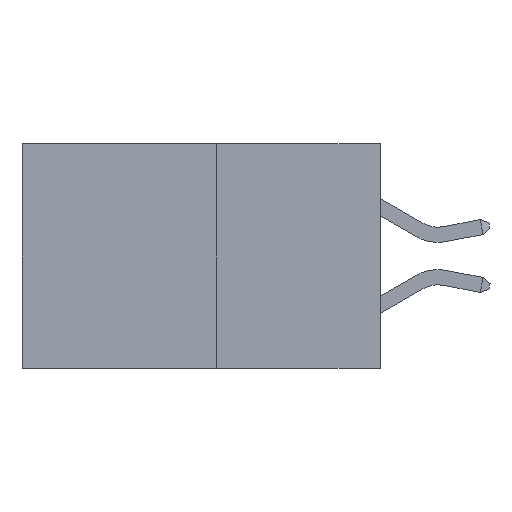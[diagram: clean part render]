
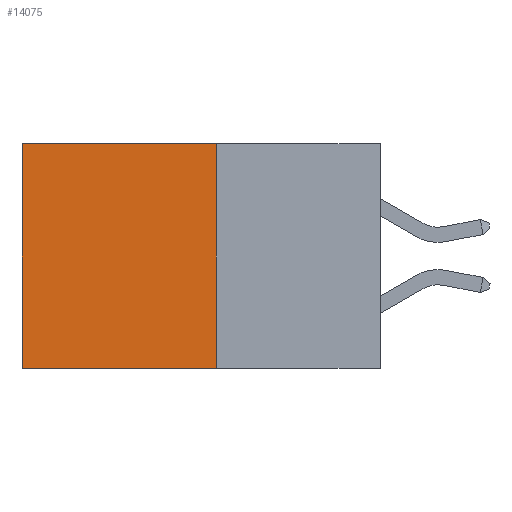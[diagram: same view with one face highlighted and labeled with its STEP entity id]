
A CAD part, left-side view. The second image highlights one B-rep face of the part: STEP entity #14075.
In plain terms, the highlighted planar face has unit normal (-1, 0, 0).
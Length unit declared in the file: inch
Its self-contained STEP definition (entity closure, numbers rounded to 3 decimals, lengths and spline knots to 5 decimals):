
#463 = ORIENTED_EDGE ( 'NONE', *, *, #12671, .F. ) ;
#2254 = DIRECTION ( 'NONE',  ( 0., 0., -1. ) ) ;
#3197 = EDGE_CURVE ( 'NONE', #3220, #17120, #5987, .T. ) ;
#3220 = VERTEX_POINT ( 'NONE', #8017 ) ;
#4379 = CARTESIAN_POINT ( 'NONE',  ( 0.277, 0.59, 0. ) ) ;
#4700 = VECTOR ( 'NONE', #6323, 39.37008 ) ;
#5059 = LINE ( 'NONE', #14090, #16639 ) ;
#5309 = DIRECTION ( 'NONE',  ( 1., 0., 0. ) ) ;
#5654 = CARTESIAN_POINT ( 'NONE',  ( 0.277, 0.27, -0.37 ) ) ;
#5987 = LINE ( 'NONE', #5654, #24254 ) ;
#6323 = DIRECTION ( 'NONE',  ( 0., 0., -1. ) ) ;
#7286 = CARTESIAN_POINT ( 'NONE',  ( 0.277, 0.59, -0.37 ) ) ;
#8017 = CARTESIAN_POINT ( 'NONE',  ( 0.277, 0.27, 0. ) ) ;
#8796 = VERTEX_POINT ( 'NONE', #7286 ) ;
#9314 = VERTEX_POINT ( 'NONE', #4379 ) ;
#11612 = LINE ( 'NONE', #17896, #4700 ) ;
#12434 = EDGE_CURVE ( 'NONE', #9314, #8796, #11612, .T. ) ;
#12671 = EDGE_CURVE ( 'NONE', #17120, #8796, #5059, .T. ) ;
#13415 = EDGE_LOOP ( 'NONE', ( #14713, #463, #27407, #21413 ) ) ;
#13484 = EDGE_CURVE ( 'NONE', #3220, #9314, #29345, .T. ) ;
#13776 = CARTESIAN_POINT ( 'NONE',  ( 0.277, 0.27, -0.37 ) ) ;
#14075 = ADVANCED_FACE ( 'NONE', ( #20449 ), #14532, .F. ) ;
#14090 = CARTESIAN_POINT ( 'NONE',  ( 0.277, 0.27, -0.37 ) ) ;
#14532 = PLANE ( 'NONE',  #22254 ) ;
#14713 = ORIENTED_EDGE ( 'NONE', *, *, #12434, .T. ) ;
#16388 = DIRECTION ( 'NONE',  ( 0., 1., 0. ) ) ;
#16639 = VECTOR ( 'NONE', #16388, 39.37008 ) ;
#16840 = CARTESIAN_POINT ( 'NONE',  ( 0.277, 0.27, -0.37 ) ) ;
#17120 = VERTEX_POINT ( 'NONE', #13776 ) ;
#17896 = CARTESIAN_POINT ( 'NONE',  ( 0.277, 0.59, -0.37 ) ) ;
#19527 = CARTESIAN_POINT ( 'NONE',  ( 0.277, 0.27, 0. ) ) ;
#20449 = FACE_OUTER_BOUND ( 'NONE', #13415, .T. ) ;
#21383 = DIRECTION ( 'NONE',  ( 0., 0., -1. ) ) ;
#21413 = ORIENTED_EDGE ( 'NONE', *, *, #13484, .T. ) ;
#22254 = AXIS2_PLACEMENT_3D ( 'NONE', #16840, #5309, #21383 ) ;
#23322 = VECTOR ( 'NONE', #28659, 39.37008 ) ;
#24254 = VECTOR ( 'NONE', #2254, 39.37008 ) ;
#27407 = ORIENTED_EDGE ( 'NONE', *, *, #3197, .F. ) ;
#28659 = DIRECTION ( 'NONE',  ( 0., 1., 0. ) ) ;
#29345 = LINE ( 'NONE', #19527, #23322 ) ;
